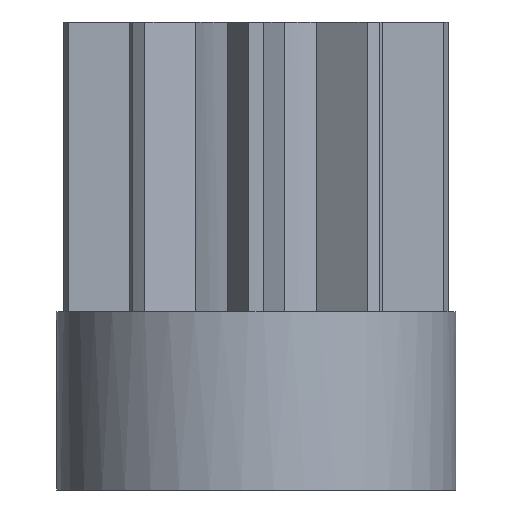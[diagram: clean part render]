
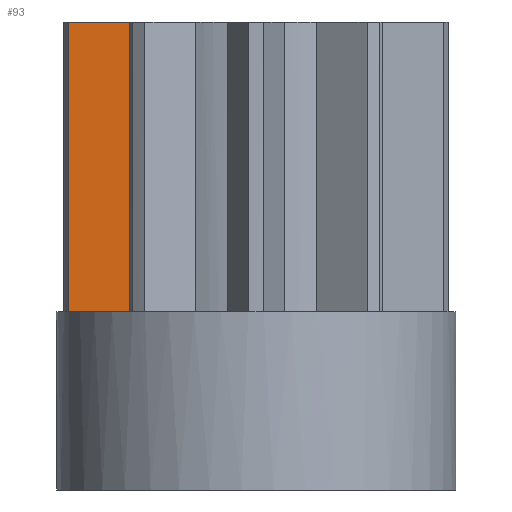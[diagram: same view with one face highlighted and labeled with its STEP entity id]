
A CAD part, front view. The second image highlights one B-rep face of the part: STEP entity #93.
In plain terms, the highlighted planar face has unit normal (-0.035, -0.999, 0).
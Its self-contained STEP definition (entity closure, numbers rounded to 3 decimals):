
#56=PLANE('',#1013);
#93=ADVANCED_FACE('',(#169),#56,.F.);
#169=FACE_OUTER_BOUND('',#219,.T.);
#219=EDGE_LOOP('',(#467,#468,#469,#470));
#284=LINE('',#1353,#364);
#286=LINE('',#1381,#366);
#287=LINE('',#1383,#367);
#288=LINE('',#1385,#368);
#364=VECTOR('',#1100,1.);
#366=VECTOR('',#1106,1.);
#367=VECTOR('',#1107,1.);
#368=VECTOR('',#1108,1.);
#467=ORIENTED_EDGE('',*,*,#831,.F.);
#468=ORIENTED_EDGE('',*,*,#838,.F.);
#469=ORIENTED_EDGE('',*,*,#839,.F.);
#470=ORIENTED_EDGE('',*,*,#840,.F.);
#732=VERTEX_POINT('',#1352);
#733=VERTEX_POINT('',#1354);
#737=VERTEX_POINT('',#1382);
#738=VERTEX_POINT('',#1384);
#831=EDGE_CURVE('',#732,#733,#284,.T.);
#838=EDGE_CURVE('',#737,#732,#286,.T.);
#839=EDGE_CURVE('',#738,#737,#287,.T.);
#840=EDGE_CURVE('',#733,#738,#288,.T.);
#1013=AXIS2_PLACEMENT_3D('',#1386,#1109,#1110);
#1100=DIRECTION('',(0.,0.,1.));
#1106=DIRECTION('',(-0.999,0.035,0.));
#1107=DIRECTION('',(0.,0.,-1.));
#1108=DIRECTION('',(0.999,-0.035,0.));
#1109=DIRECTION('',(0.035,0.999,0.));
#1110=DIRECTION('',(-0.999,0.035,0.));
#1352=CARTESIAN_POINT('',(-2.587,-0.952,-4.));
#1353=CARTESIAN_POINT('',(-2.588,-0.952,-4.));
#1354=CARTESIAN_POINT('',(-2.588,-0.952,0.));
#1381=CARTESIAN_POINT('',(-2.588,-0.952,-4.));
#1382=CARTESIAN_POINT('',(-1.743,-0.981,-4.));
#1383=CARTESIAN_POINT('',(-1.743,-0.981,-4.));
#1384=CARTESIAN_POINT('',(-1.743,-0.981,0.));
#1385=CARTESIAN_POINT('',(-2.588,-0.952,0.));
#1386=CARTESIAN_POINT('',(-2.588,-0.952,-4.));
